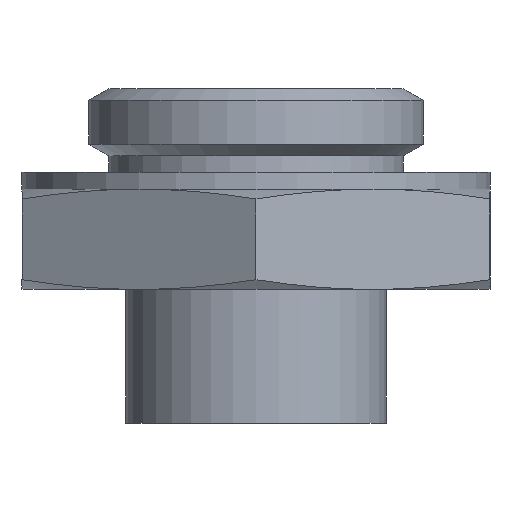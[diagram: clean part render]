
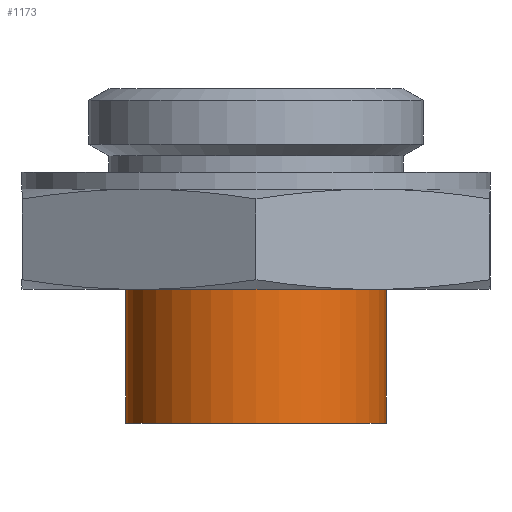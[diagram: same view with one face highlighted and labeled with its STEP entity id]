
A CAD part, front view. The second image highlights one B-rep face of the part: STEP entity #1173.
In plain terms, the highlighted cylindrical face has radius 3.9 mm (diameter 7.8 mm), a partial arc.
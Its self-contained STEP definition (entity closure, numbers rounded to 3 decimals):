
#7 = DIRECTION ( 'NONE',  ( 1., 0., 0. ) ) ;
#8 = DIRECTION ( 'NONE',  ( 0., 0., 1. ) ) ;
#12 = CARTESIAN_POINT ( 'NONE',  ( 0., 0., 0. ) ) ;
#23 = AXIS2_PLACEMENT_3D ( 'NONE', #12, #8, #7 ) ;
#28 = CYLINDRICAL_SURFACE ( 'NONE', #23, 3.9 ) ;
#47 = FACE_OUTER_BOUND ( 'NONE', #1285, .T. ) ;
#109 = DIRECTION ( 'NONE',  ( 1., 0., 0. ) ) ;
#110 = DIRECTION ( 'NONE',  ( 0., 0., 1. ) ) ;
#111 = CARTESIAN_POINT ( 'NONE',  ( 0., 0., -10. ) ) ;
#124 = AXIS2_PLACEMENT_3D ( 'NONE', #111, #110, #109 ) ;
#126 = CIRCLE ( 'NONE', #124, 3.9 ) ;
#945 = EDGE_CURVE ( 'NONE', #958, #959, #1971, .T. ) ;
#946 = VERTEX_POINT ( 'NONE', #2012 ) ;
#958 = VERTEX_POINT ( 'NONE', #2045 ) ;
#959 = VERTEX_POINT ( 'NONE', #2036 ) ;
#996 = VERTEX_POINT ( 'NONE', #2142 ) ;
#1084 = EDGE_CURVE ( 'NONE', #996, #946, #2393, .T. ) ;
#1148 = EDGE_CURVE ( 'NONE', #959, #946, #2674, .T. ) ;
#1171 = ORIENTED_EDGE ( 'NONE', *, *, #945, .F. ) ;
#1173 = ADVANCED_FACE ( 'NONE', ( #47 ), #28, .T. ) ;
#1175 = ORIENTED_EDGE ( 'NONE', *, *, #1193, .T. ) ;
#1176 = ORIENTED_EDGE ( 'NONE', *, *, #1084, .T. ) ;
#1193 = EDGE_CURVE ( 'NONE', #958, #996, #126, .T. ) ;
#1283 = ORIENTED_EDGE ( 'NONE', *, *, #1148, .F. ) ;
#1285 = EDGE_LOOP ( 'NONE', ( #1171, #1175, #1176, #1283 ) ) ;
#1970 = CARTESIAN_POINT ( 'NONE',  ( -3.9, 0., 0. ) ) ;
#1971 = LINE ( 'NONE', #1970, #1978 ) ;
#1977 = DIRECTION ( 'NONE',  ( 0., 0., 1. ) ) ;
#1978 = VECTOR ( 'NONE', #1977, 1000. ) ;
#2012 = CARTESIAN_POINT ( 'NONE',  ( 3.9, 0., -6. ) ) ;
#2036 = CARTESIAN_POINT ( 'NONE',  ( -3.9, 0., -6. ) ) ;
#2045 = CARTESIAN_POINT ( 'NONE',  ( -3.9, 0., -10. ) ) ;
#2142 = CARTESIAN_POINT ( 'NONE',  ( 3.9, 0., -10. ) ) ;
#2393 = LINE ( 'NONE', #2394, #2407 ) ;
#2394 = CARTESIAN_POINT ( 'NONE',  ( 3.9, 0., 0. ) ) ;
#2406 = DIRECTION ( 'NONE',  ( 0., 0., 1. ) ) ;
#2407 = VECTOR ( 'NONE', #2406, 1000. ) ;
#2646 = DIRECTION ( 'NONE',  ( 1., 0., 0. ) ) ;
#2647 = DIRECTION ( 'NONE',  ( 0., 0., 1. ) ) ;
#2648 = CARTESIAN_POINT ( 'NONE',  ( 0., 0., -6. ) ) ;
#2674 = CIRCLE ( 'NONE', #2678, 3.9 ) ;
#2678 = AXIS2_PLACEMENT_3D ( 'NONE', #2648, #2647, #2646 ) ;
